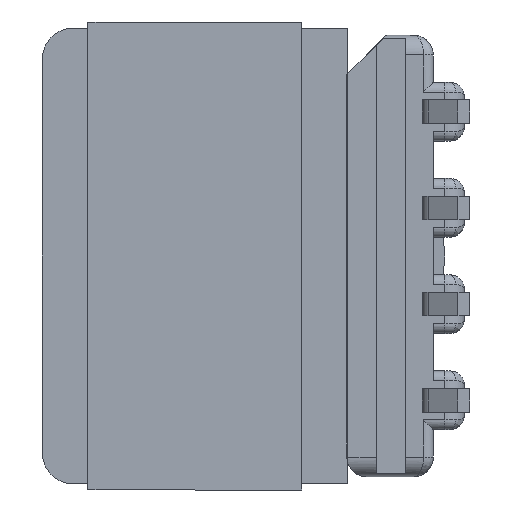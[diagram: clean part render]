
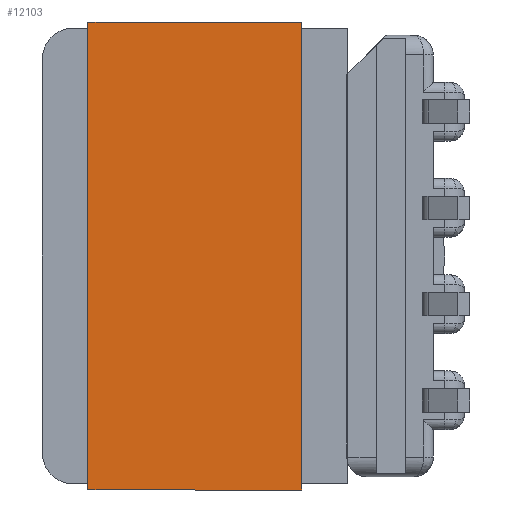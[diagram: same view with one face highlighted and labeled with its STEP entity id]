
A CAD part, left-side view. The second image highlights one B-rep face of the part: STEP entity #12103.
In plain terms, the highlighted planar face has unit normal (-1, 0, 0).
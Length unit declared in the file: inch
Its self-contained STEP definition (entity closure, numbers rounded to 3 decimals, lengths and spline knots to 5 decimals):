
#64 = VECTOR ( 'NONE', #7720, 39.37008 ) ;
#415 = LINE ( 'NONE', #12230, #8997 ) ;
#902 = EDGE_CURVE ( 'NONE', #2030, #7632, #13077, .T. ) ;
#951 = CARTESIAN_POINT ( 'NONE',  ( -0.0063, -0.47126, 0. ) ) ;
#1774 = FACE_OUTER_BOUND ( 'NONE', #9914, .T. ) ;
#1806 = LINE ( 'NONE', #14328, #8094 ) ;
#2030 = VERTEX_POINT ( 'NONE', #13422 ) ;
#2379 = PLANE ( 'NONE',  #8139 ) ;
#2538 = DIRECTION ( 'NONE',  ( 0., -1., 0. ) ) ;
#2748 = CARTESIAN_POINT ( 'NONE',  ( -0.0063, -0.47126, -0.21811 ) ) ;
#3570 = DIRECTION ( 'NONE',  ( -1., 0., 0. ) ) ;
#4235 = VECTOR ( 'NONE', #2538, 39.37008 ) ;
#5881 = VERTEX_POINT ( 'NONE', #9875 ) ;
#6046 = LINE ( 'NONE', #8952, #64 ) ;
#6806 = EDGE_CURVE ( 'NONE', #7632, #11461, #415, .T. ) ;
#6826 = EDGE_CURVE ( 'NONE', #5881, #11461, #6046, .T. ) ;
#7292 = EDGE_CURVE ( 'NONE', #2030, #5881, #1806, .T. ) ;
#7632 = VERTEX_POINT ( 'NONE', #12910 ) ;
#7704 = DIRECTION ( 'NONE',  ( 0., 0., 1. ) ) ;
#7720 = DIRECTION ( 'NONE',  ( 0., -1., 0. ) ) ;
#8094 = VECTOR ( 'NONE', #7704, 39.37008 ) ;
#8139 = AXIS2_PLACEMENT_3D ( 'NONE', #10201, #3570, #11342 ) ;
#8952 = CARTESIAN_POINT ( 'NONE',  ( -0.0063, -0.47126, 0. ) ) ;
#8997 = VECTOR ( 'NONE', #13333, 39.37008 ) ;
#9875 = CARTESIAN_POINT ( 'NONE',  ( -0.0063, 0.0063, 0. ) ) ;
#9914 = EDGE_LOOP ( 'NONE', ( #10682, #10976, #10355, #11986 ) ) ;
#10201 = CARTESIAN_POINT ( 'NONE',  ( -0.0063, -0.47126, -0.21811 ) ) ;
#10355 = ORIENTED_EDGE ( 'NONE', *, *, #902, .T. ) ;
#10682 = ORIENTED_EDGE ( 'NONE', *, *, #6826, .F. ) ;
#10976 = ORIENTED_EDGE ( 'NONE', *, *, #7292, .F. ) ;
#11342 = DIRECTION ( 'NONE',  ( 0., -1., 0. ) ) ;
#11461 = VERTEX_POINT ( 'NONE', #951 ) ;
#11986 = ORIENTED_EDGE ( 'NONE', *, *, #6806, .T. ) ;
#12103 = ADVANCED_FACE ( 'NONE', ( #1774 ), #2379, .T. ) ;
#12230 = CARTESIAN_POINT ( 'NONE',  ( -0.0063, -0.47126, -0.21811 ) ) ;
#12910 = CARTESIAN_POINT ( 'NONE',  ( -0.0063, -0.47126, -0.21811 ) ) ;
#13077 = LINE ( 'NONE', #2748, #4235 ) ;
#13333 = DIRECTION ( 'NONE',  ( 0., 0., 1. ) ) ;
#13422 = CARTESIAN_POINT ( 'NONE',  ( -0.0063, 0.0063, -0.21811 ) ) ;
#14328 = CARTESIAN_POINT ( 'NONE',  ( -0.0063, 0.0063, -0.21811 ) ) ;
